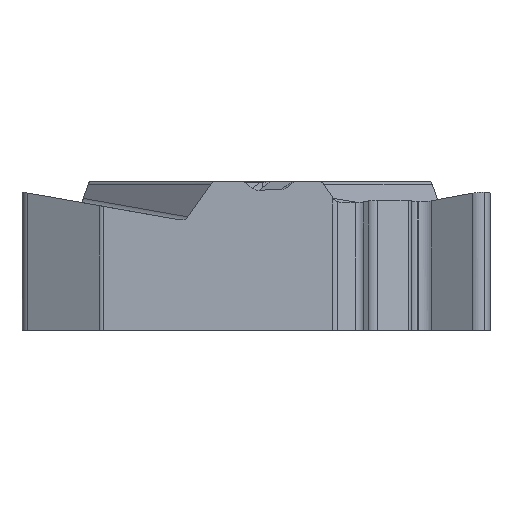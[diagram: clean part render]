
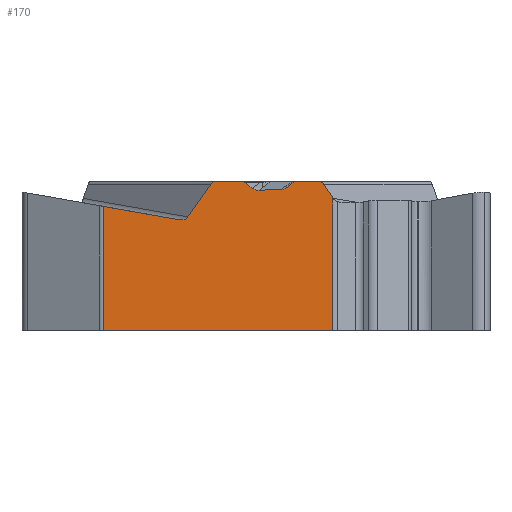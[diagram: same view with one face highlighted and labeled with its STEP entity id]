
A CAD part, left-side view. The second image highlights one B-rep face of the part: STEP entity #170.
In plain terms, the highlighted planar face has unit normal (-1, 0, 0).
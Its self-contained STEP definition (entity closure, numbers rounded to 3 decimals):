
#122=PLANE('',#2100);
#170=ADVANCED_FACE('',(#321),#122,.F.);
#321=FACE_OUTER_BOUND('',#423,.T.);
#423=EDGE_LOOP('',(#615,#616,#617,#618,#619,#620,#621,#622,#623,#624,#625,
#626,#627,#628,#629,#630,#631,#632));
#532=ELLIPSE('',#2079,0.23,0.2);
#543=ELLIPSE('',#2096,0.17,0.15);
#544=ELLIPSE('',#2097,0.15,0.15);
#545=ELLIPSE('',#2098,0.167,0.15);
#546=ELLIPSE('',#2099,0.177,0.15);
#615=ORIENTED_EDGE('',*,*,#1398,.F.);
#616=ORIENTED_EDGE('',*,*,#1399,.T.);
#617=ORIENTED_EDGE('',*,*,#1400,.F.);
#618=ORIENTED_EDGE('',*,*,#1401,.F.);
#619=ORIENTED_EDGE('',*,*,#1402,.F.);
#620=ORIENTED_EDGE('',*,*,#1403,.F.);
#621=ORIENTED_EDGE('',*,*,#1404,.F.);
#622=ORIENTED_EDGE('',*,*,#1405,.F.);
#623=ORIENTED_EDGE('',*,*,#1406,.F.);
#624=ORIENTED_EDGE('',*,*,#1407,.F.);
#625=ORIENTED_EDGE('',*,*,#1408,.F.);
#626=ORIENTED_EDGE('',*,*,#1409,.F.);
#627=ORIENTED_EDGE('',*,*,#1410,.F.);
#628=ORIENTED_EDGE('',*,*,#1411,.F.);
#629=ORIENTED_EDGE('',*,*,#1412,.F.);
#630=ORIENTED_EDGE('',*,*,#1364,.T.);
#631=ORIENTED_EDGE('',*,*,#1413,.F.);
#632=ORIENTED_EDGE('',*,*,#1414,.T.);
#1169=VERTEX_POINT('',#3309);
#1171=VERTEX_POINT('',#3312);
#1201=VERTEX_POINT('',#3432);
#1202=VERTEX_POINT('',#3433);
#1203=VERTEX_POINT('',#3435);
#1204=VERTEX_POINT('',#3437);
#1205=VERTEX_POINT('',#3439);
#1206=VERTEX_POINT('',#3441);
#1207=VERTEX_POINT('',#3443);
#1208=VERTEX_POINT('',#3445);
#1209=VERTEX_POINT('',#3459);
#1210=VERTEX_POINT('',#3461);
#1211=VERTEX_POINT('',#3475);
#1212=VERTEX_POINT('',#3477);
#1213=VERTEX_POINT('',#3479);
#1214=VERTEX_POINT('',#3481);
#1215=VERTEX_POINT('',#3483);
#1216=VERTEX_POINT('',#3486);
#1364=EDGE_CURVE('',#1171,#1169,#532,.T.);
#1398=EDGE_CURVE('',#1201,#1202,#1677,.T.);
#1399=EDGE_CURVE('',#1201,#1203,#1678,.T.);
#1400=EDGE_CURVE('',#1204,#1203,#1679,.T.);
#1401=EDGE_CURVE('',#1205,#1204,#543,.T.);
#1402=EDGE_CURVE('',#1206,#1205,#1680,.T.);
#1403=EDGE_CURVE('',#1207,#1206,#544,.T.);
#1404=EDGE_CURVE('',#1208,#1207,#1681,.T.);
#1405=EDGE_CURVE('',#1209,#1208,#2029,.T.);
#1406=EDGE_CURVE('',#1210,#1209,#1682,.T.);
#1407=EDGE_CURVE('',#1211,#1210,#2030,.T.);
#1408=EDGE_CURVE('',#1212,#1211,#1683,.T.);
#1409=EDGE_CURVE('',#1213,#1212,#545,.T.);
#1410=EDGE_CURVE('',#1214,#1213,#1684,.T.);
#1411=EDGE_CURVE('',#1215,#1214,#546,.T.);
#1412=EDGE_CURVE('',#1171,#1215,#1685,.T.);
#1413=EDGE_CURVE('',#1216,#1169,#1686,.T.);
#1414=EDGE_CURVE('',#1216,#1202,#1687,.T.);
#1677=LINE('',#3431,#1851);
#1678=LINE('',#3434,#1852);
#1679=LINE('',#3436,#1853);
#1680=LINE('',#3440,#1854);
#1681=LINE('',#3444,#1855);
#1682=LINE('',#3460,#1856);
#1683=LINE('',#3476,#1857);
#1684=LINE('',#3480,#1858);
#1685=LINE('',#3484,#1859);
#1686=LINE('',#3485,#1860);
#1687=LINE('',#3487,#1861);
#1851=VECTOR('',#2325,1.);
#1852=VECTOR('',#2326,1.);
#1853=VECTOR('',#2327,1.);
#1854=VECTOR('',#2330,1.);
#1855=VECTOR('',#2333,1.);
#1856=VECTOR('',#2334,1.);
#1857=VECTOR('',#2335,1.);
#1858=VECTOR('',#2338,1.);
#1859=VECTOR('',#2341,1.);
#1860=VECTOR('',#2342,1.);
#1861=VECTOR('',#2343,1.);
#2029=B_SPLINE_CURVE_WITH_KNOTS('',3,(#3446,#3447,#3448,#3449,#3450,#3451,
#3452,#3453,#3454,#3455,#3456,#3457,#3458),.UNSPECIFIED.,.F.,.F.,(4,3,3,
3,4),(0.,0.249,0.498,0.746,1.),
 .UNSPECIFIED.);
#2030=B_SPLINE_CURVE_WITH_KNOTS('',3,(#3462,#3463,#3464,#3465,#3466,#3467,
#3468,#3469,#3470,#3471,#3472,#3473,#3474),.UNSPECIFIED.,.F.,.F.,(4,3,3,
3,4),(0.,0.234,0.468,0.701,1.),
 .UNSPECIFIED.);
#2079=AXIS2_PLACEMENT_3D('',#3311,#2274,#2275);
#2096=AXIS2_PLACEMENT_3D('',#3438,#2328,#2329);
#2097=AXIS2_PLACEMENT_3D('',#3442,#2331,#2332);
#2098=AXIS2_PLACEMENT_3D('',#3478,#2336,#2337);
#2099=AXIS2_PLACEMENT_3D('',#3482,#2339,#2340);
#2100=AXIS2_PLACEMENT_3D('',#3488,#2344,#2345);
#2274=DIRECTION('',(1.,0.,0.));
#2275=DIRECTION('',(0.,0.985,0.174));
#2325=DIRECTION('',(0.,1.,0.));
#2326=DIRECTION('',(0.,0.,1.));
#2327=DIRECTION('',(0.,-0.558,-0.83));
#2328=DIRECTION('',(1.,0.,0.));
#2329=DIRECTION('',(0.,1.,0.));
#2330=DIRECTION('',(0.,-1.,0.));
#2331=DIRECTION('',(1.,0.,0.));
#2332=DIRECTION('',(0.,-1.,0.));
#2333=DIRECTION('',(0.,-0.759,0.651));
#2334=DIRECTION('',(0.,-0.999,0.043));
#2335=DIRECTION('',(0.,-0.792,-0.611));
#2336=DIRECTION('',(1.,0.,0.));
#2337=DIRECTION('',(0.,1.,0.));
#2338=DIRECTION('',(0.,-1.,0.));
#2339=DIRECTION('',(1.,0.,0.));
#2340=DIRECTION('',(0.,1.,0.));
#2341=DIRECTION('',(0.,-0.574,0.819));
#2342=DIRECTION('',(0.,-0.985,-0.174));
#2343=DIRECTION('',(0.,0.,-1.));
#2344=DIRECTION('',(1.,0.,0.));
#2345=DIRECTION('',(0.,0.,-1.));
#3309=CARTESIAN_POINT('',(-4.763,2.374,-0.798));
#3311=CARTESIAN_POINT('',(-4.763,2.339,-0.601));
#3312=CARTESIAN_POINT('',(-4.763,2.143,-0.712));
#3431=CARTESIAN_POINT('',(-4.763,-3.173,-3.97));
#3432=CARTESIAN_POINT('',(-4.763,-2.02,-3.97));
#3433=CARTESIAN_POINT('',(-4.763,4.557,-3.97));
#3434=CARTESIAN_POINT('',(-4.763,-2.02,3.3));
#3435=CARTESIAN_POINT('',(-4.763,-2.02,-0.171));
#3436=CARTESIAN_POINT('',(-4.763,-0.324,2.352));
#3437=CARTESIAN_POINT('',(-4.763,-1.753,0.227));
#3438=CARTESIAN_POINT('',(-4.763,-1.607,0.15));
#3439=CARTESIAN_POINT('',(-4.763,-1.607,0.3));
#3440=CARTESIAN_POINT('',(-4.763,3.173,0.3));
#3441=CARTESIAN_POINT('',(-4.763,-0.971,0.3));
#3442=CARTESIAN_POINT('',(-4.763,-0.971,0.15));
#3443=CARTESIAN_POINT('',(-4.763,-0.873,0.264));
#3444=CARTESIAN_POINT('',(-4.763,1.59,-1.847));
#3445=CARTESIAN_POINT('',(-4.763,-0.748,0.157));
#3446=CARTESIAN_POINT('',(-4.763,-0.55,0.078));
#3447=CARTESIAN_POINT('',(-4.763,-0.568,0.079));
#3448=CARTESIAN_POINT('',(-4.763,-0.586,0.082));
#3449=CARTESIAN_POINT('',(-4.763,-0.603,0.085));
#3450=CARTESIAN_POINT('',(-4.763,-0.621,0.089));
#3451=CARTESIAN_POINT('',(-4.763,-0.638,0.094));
#3452=CARTESIAN_POINT('',(-4.763,-0.655,0.101));
#3453=CARTESIAN_POINT('',(-4.763,-0.672,0.108));
#3454=CARTESIAN_POINT('',(-4.763,-0.688,0.116));
#3455=CARTESIAN_POINT('',(-4.763,-0.703,0.125));
#3456=CARTESIAN_POINT('',(-4.763,-0.719,0.134));
#3457=CARTESIAN_POINT('',(-4.763,-0.734,0.145));
#3458=CARTESIAN_POINT('',(-4.763,-0.748,0.157));
#3459=CARTESIAN_POINT('',(-4.763,-0.55,0.078));
#3460=CARTESIAN_POINT('',(-4.763,-3.165,0.19));
#3461=CARTESIAN_POINT('',(-4.763,0.098,0.051));
#3462=CARTESIAN_POINT('',(-4.763,0.297,0.113));
#3463=CARTESIAN_POINT('',(-4.763,0.284,0.102));
#3464=CARTESIAN_POINT('',(-4.763,0.269,0.093));
#3465=CARTESIAN_POINT('',(-4.763,0.255,0.086));
#3466=CARTESIAN_POINT('',(-4.763,0.24,0.078));
#3467=CARTESIAN_POINT('',(-4.763,0.225,0.071));
#3468=CARTESIAN_POINT('',(-4.763,0.209,0.066));
#3469=CARTESIAN_POINT('',(-4.763,0.194,0.061));
#3470=CARTESIAN_POINT('',(-4.763,0.177,0.057));
#3471=CARTESIAN_POINT('',(-4.763,0.161,0.054));
#3472=CARTESIAN_POINT('',(-4.763,0.14,0.051));
#3473=CARTESIAN_POINT('',(-4.763,0.119,0.05));
#3474=CARTESIAN_POINT('',(-4.763,0.098,0.051));
#3475=CARTESIAN_POINT('',(-4.763,0.297,0.113));
#3476=CARTESIAN_POINT('',(-4.763,-1.933,-1.607));
#3477=CARTESIAN_POINT('',(-4.763,0.493,0.264));
#3478=CARTESIAN_POINT('',(-4.763,0.601,0.15));
#3479=CARTESIAN_POINT('',(-4.763,0.601,0.3));
#3480=CARTESIAN_POINT('',(-4.763,-3.173,0.3));
#3481=CARTESIAN_POINT('',(-4.763,1.334,0.3));
#3482=CARTESIAN_POINT('',(-4.763,1.334,0.15));
#3483=CARTESIAN_POINT('',(-4.763,1.486,0.227));
#3484=CARTESIAN_POINT('',(-4.763,0.06,2.263));
#3485=CARTESIAN_POINT('',(-4.763,-2.869,-1.723));
#3486=CARTESIAN_POINT('',(-4.763,4.557,-0.413));
#3487=CARTESIAN_POINT('',(-4.763,4.557,-5.47));
#3488=CARTESIAN_POINT('',(-4.763,-3.173,0.));
